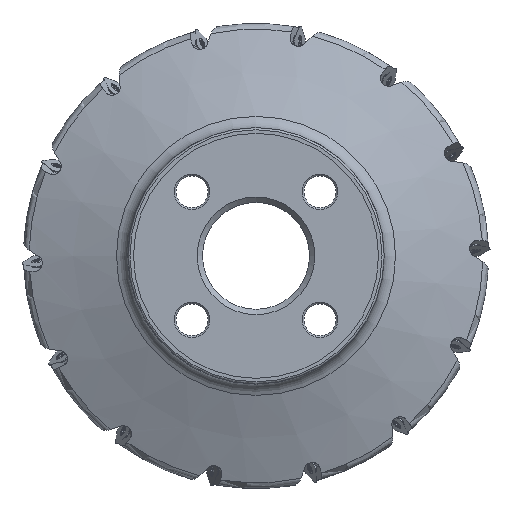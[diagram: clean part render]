
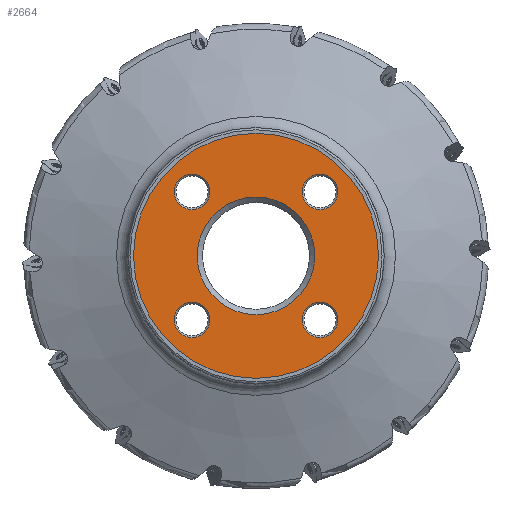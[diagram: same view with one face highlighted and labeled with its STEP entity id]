
A CAD part, top view. The second image highlights one B-rep face of the part: STEP entity #2664.
In plain terms, the highlighted planar face has unit normal (0, 0, 1).
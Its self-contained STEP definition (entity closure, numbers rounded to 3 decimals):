
#2664=ADVANCED_FACE('SU_1',(#5387,#5388,#5389,#5390,#5391,#5392),#3876,
 .F.);
#3876=PLANE('',#27636);
#4769=CIRCLE('',#27576,68.75);
#4775=CIRCLE('',#27588,10.);
#4781=CIRCLE('',#27600,10.);
#4787=CIRCLE('',#27612,10.);
#4792=CIRCLE('',#27620,10.);
#4796=CIRCLE('',#27629,33.008);
#5387=FACE_BOUND('',#6011,.T.);
#5388=FACE_BOUND('',#6012,.T.);
#5389=FACE_BOUND('',#6013,.T.);
#5390=FACE_BOUND('',#6014,.T.);
#5391=FACE_BOUND('',#6015,.T.);
#5392=FACE_BOUND('',#6016,.T.);
#6011=EDGE_LOOP('',(#12421));
#6012=EDGE_LOOP('',(#12422));
#6013=EDGE_LOOP('',(#12423));
#6014=EDGE_LOOP('',(#12424));
#6015=EDGE_LOOP('',(#12425));
#6016=EDGE_LOOP('',(#12426));
#12421=ORIENTED_EDGE('',*,*,#22570,.F.);
#12422=ORIENTED_EDGE('',*,*,#22582,.F.);
#12423=ORIENTED_EDGE('',*,*,#22564,.T.);
#12424=ORIENTED_EDGE('',*,*,#22591,.F.);
#12425=ORIENTED_EDGE('',*,*,#22576,.F.);
#12426=ORIENTED_EDGE('',*,*,#22587,.F.);
#19598=VERTEX_POINT('',#45135);
#19604=VERTEX_POINT('',#45153);
#19610=VERTEX_POINT('',#45171);
#19616=VERTEX_POINT('',#45189);
#19621=VERTEX_POINT('',#45202);
#19625=VERTEX_POINT('',#45215);
#22564=EDGE_CURVE('',#19598,#19598,#4769,.T.);
#22570=EDGE_CURVE('',#19604,#19604,#4775,.T.);
#22576=EDGE_CURVE('',#19610,#19610,#4781,.T.);
#22582=EDGE_CURVE('',#19616,#19616,#4787,.T.);
#22587=EDGE_CURVE('',#19621,#19621,#4792,.T.);
#22591=EDGE_CURVE('',#19625,#19625,#4796,.T.);
#27576=AXIS2_PLACEMENT_3D('',#45134,#31325,#31326);
#27588=AXIS2_PLACEMENT_3D('',#45152,#31349,#31350);
#27600=AXIS2_PLACEMENT_3D('',#45170,#31373,#31374);
#27612=AXIS2_PLACEMENT_3D('',#45188,#31397,#31398);
#27620=AXIS2_PLACEMENT_3D('',#45201,#31413,#31414);
#27629=AXIS2_PLACEMENT_3D('',#45214,#31431,#31432);
#27636=AXIS2_PLACEMENT_3D('',#45224,#31445,#31446);
#31325=DIRECTION('',(0.,0.,1.));
#31326=DIRECTION('',(1.,0.,0.));
#31349=DIRECTION('',(0.,0.,1.));
#31350=DIRECTION('',(-1.,0.,0.));
#31373=DIRECTION('',(0.,0.,1.));
#31374=DIRECTION('',(-1.,0.,0.));
#31397=DIRECTION('',(0.,0.,1.));
#31398=DIRECTION('',(-1.,0.,0.));
#31413=DIRECTION('',(0.,0.,1.));
#31414=DIRECTION('',(-1.,0.,0.));
#31431=DIRECTION('',(0.,0.,1.));
#31432=DIRECTION('',(1.,0.,0.));
#31445=DIRECTION('',(0.,0.,-1.));
#31446=DIRECTION('',(-1.,0.,0.));
#45134=CARTESIAN_POINT('',(0.,0.,0.));
#45135=CARTESIAN_POINT('',(68.75,0.,0.));
#45152=CARTESIAN_POINT('',(35.921,-35.921,0.));
#45153=CARTESIAN_POINT('',(25.921,-35.921,0.));
#45170=CARTESIAN_POINT('',(35.921,35.921,0.));
#45171=CARTESIAN_POINT('',(25.921,35.921,0.));
#45188=CARTESIAN_POINT('',(-35.921,35.921,0.));
#45189=CARTESIAN_POINT('',(-45.921,35.921,0.));
#45201=CARTESIAN_POINT('',(-35.921,-35.921,0.));
#45202=CARTESIAN_POINT('',(-45.921,-35.921,0.));
#45214=CARTESIAN_POINT('',(0.,0.,0.));
#45215=CARTESIAN_POINT('',(33.008,0.,0.));
#45224=CARTESIAN_POINT('',(-71.75,0.,0.));
